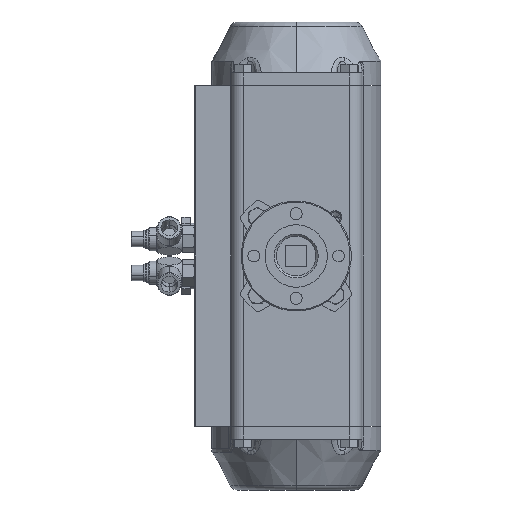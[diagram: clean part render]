
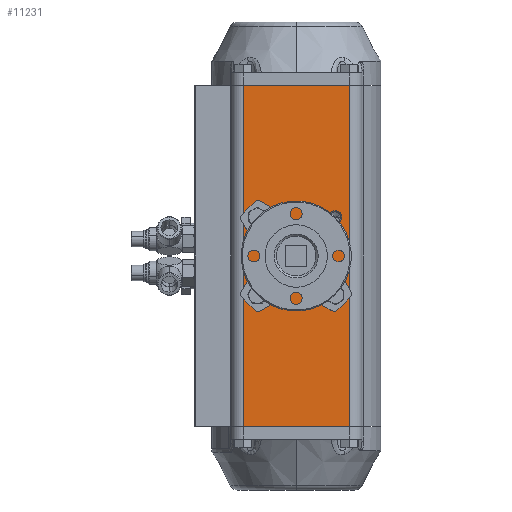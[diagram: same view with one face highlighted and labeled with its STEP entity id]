
A CAD part, front view. The second image highlights one B-rep face of the part: STEP entity #11231.
In plain terms, the highlighted planar face has unit normal (0, -1, 0).
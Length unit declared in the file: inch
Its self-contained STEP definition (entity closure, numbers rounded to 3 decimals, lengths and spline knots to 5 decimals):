
#4470=CARTESIAN_POINT('',(-1.14905,2.908,1.14905));
#4471=DIRECTION('',(0.,-1.,0.));
#4472=DIRECTION('',(0.,0.,-1.));
#4473=AXIS2_PLACEMENT_3D('',#4470,#4471,#4472);
#4475=CARTESIAN_POINT('',(-1.14905,2.908,1.14905));
#4476=DIRECTION('',(0.,-1.,0.));
#4477=DIRECTION('',(0.,0.,1.));
#4478=AXIS2_PLACEMENT_3D('',#4475,#4476,#4477);
#4480=CARTESIAN_POINT('',(-1.14905,2.908,-1.14905));
#4481=DIRECTION('',(0.,-1.,0.));
#4482=DIRECTION('',(1.,0.,0.));
#4483=AXIS2_PLACEMENT_3D('',#4480,#4481,#4482);
#4485=CARTESIAN_POINT('',(-1.14905,2.908,-1.14905));
#4486=DIRECTION('',(0.,-1.,0.));
#4487=DIRECTION('',(-1.,0.,0.));
#4488=AXIS2_PLACEMENT_3D('',#4485,#4486,#4487);
#4490=CARTESIAN_POINT('',(1.14905,2.908,-1.14905));
#4491=DIRECTION('',(0.,-1.,0.));
#4492=DIRECTION('',(0.,0.,1.));
#4493=AXIS2_PLACEMENT_3D('',#4490,#4491,#4492);
#4495=CARTESIAN_POINT('',(1.14905,2.908,-1.14905));
#4496=DIRECTION('',(0.,-1.,0.));
#4497=DIRECTION('',(0.,0.,-1.));
#4498=AXIS2_PLACEMENT_3D('',#4495,#4496,#4497);
#4500=CARTESIAN_POINT('',(1.14905,2.908,1.14905));
#4501=DIRECTION('',(0.,-1.,0.));
#4502=DIRECTION('',(-1.,0.,0.));
#4503=AXIS2_PLACEMENT_3D('',#4500,#4501,#4502);
#4505=CARTESIAN_POINT('',(1.14905,2.908,1.14905));
#4506=DIRECTION('',(0.,-1.,0.));
#4507=DIRECTION('',(1.,0.,0.));
#4508=AXIS2_PLACEMENT_3D('',#4505,#4506,#4507);
#4510=CARTESIAN_POINT('',(0.,2.908,0.));
#4511=DIRECTION('',(0.,-1.,0.));
#4512=DIRECTION('',(0.,0.,1.));
#4513=AXIS2_PLACEMENT_3D('',#4510,#4511,#4512);
#4515=CARTESIAN_POINT('',(0.,2.908,0.));
#4516=DIRECTION('',(0.,-1.,0.));
#4517=DIRECTION('',(0.,0.,-1.));
#4518=AXIS2_PLACEMENT_3D('',#4515,#4516,#4517);
#4532=DIRECTION('',(1.,0.,0.));
#4533=VECTOR('',#4532,3.12463);
#4534=CARTESIAN_POINT('',(-1.56213,2.908,-5.03125));
#4535=LINE('',#4534,#4533);
#4536=DIRECTION('',(0.,0.,-1.));
#4537=VECTOR('',#4536,10.0625);
#4538=CARTESIAN_POINT('',(-1.56213,2.908,5.03125));
#4539=LINE('',#4538,#4537);
#4540=DIRECTION('',(1.,0.,0.));
#4541=VECTOR('',#4540,3.12463);
#4542=CARTESIAN_POINT('',(-1.56213,2.908,5.03125));
#4543=LINE('',#4542,#4541);
#4544=DIRECTION('',(0.,0.,1.));
#4545=VECTOR('',#4544,10.0625);
#4546=CARTESIAN_POINT('',(1.5625,2.908,-5.03125));
#4547=LINE('',#4546,#4545);
#9622=CARTESIAN_POINT('',(0.,2.908,0.875));
#9623=CARTESIAN_POINT('',(0.,2.908,-0.875));
#9624=VERTEX_POINT('',#9622);
#9625=VERTEX_POINT('',#9623);
#9810=CARTESIAN_POINT('',(-1.14905,2.908,0.95905));
#9811=CARTESIAN_POINT('',(-1.14905,2.908,1.33905));
#9812=VERTEX_POINT('',#9810);
#9813=VERTEX_POINT('',#9811);
#9814=CARTESIAN_POINT('',(-0.95905,2.908,-1.14905));
#9815=CARTESIAN_POINT('',(-1.33905,2.908,-1.14905));
#9816=VERTEX_POINT('',#9814);
#9817=VERTEX_POINT('',#9815);
#9818=CARTESIAN_POINT('',(1.14905,2.908,-0.95905));
#9819=CARTESIAN_POINT('',(1.14905,2.908,-1.33905));
#9820=VERTEX_POINT('',#9818);
#9821=VERTEX_POINT('',#9819);
#9832=CARTESIAN_POINT('',(0.95905,2.908,1.14905));
#9833=CARTESIAN_POINT('',(1.33905,2.908,1.14905));
#9834=VERTEX_POINT('',#9832);
#9835=VERTEX_POINT('',#9833);
#10306=CARTESIAN_POINT('',(-1.56213,2.908,5.03125));
#10307=CARTESIAN_POINT('',(1.5625,2.908,5.03125));
#10308=VERTEX_POINT('',#10306);
#10309=VERTEX_POINT('',#10307);
#10360=CARTESIAN_POINT('',(-1.56213,2.908,-5.03125));
#10361=CARTESIAN_POINT('',(1.5625,2.908,-5.03125));
#10362=VERTEX_POINT('',#10360);
#10363=VERTEX_POINT('',#10361);
#11186=CARTESIAN_POINT('',(-3.,2.908,-6.90625));
#11187=DIRECTION('',(0.,-1.,0.));
#11188=DIRECTION('',(1.,0.,0.));
#11189=AXIS2_PLACEMENT_3D('',#11186,#11187,#11188);
#11190=PLANE('',#11189);
#11192=ORIENTED_EDGE('',*,*,#11191,.F.);
#11194=ORIENTED_EDGE('',*,*,#11193,.F.);
#11196=ORIENTED_EDGE('',*,*,#11195,.T.);
#11198=ORIENTED_EDGE('',*,*,#11197,.F.);
#11199=EDGE_LOOP('',(#11192,#11194,#11196,#11198));
#11200=FACE_OUTER_BOUND('',#11199,.F.);
#11202=ORIENTED_EDGE('',*,*,#11201,.T.);
#11204=ORIENTED_EDGE('',*,*,#11203,.T.);
#11205=EDGE_LOOP('',(#11202,#11204));
#11206=FACE_BOUND('',#11205,.F.);
#11208=ORIENTED_EDGE('',*,*,#11207,.T.);
#11210=ORIENTED_EDGE('',*,*,#11209,.T.);
#11211=EDGE_LOOP('',(#11208,#11210));
#11212=FACE_BOUND('',#11211,.F.);
#11214=ORIENTED_EDGE('',*,*,#11213,.T.);
#11216=ORIENTED_EDGE('',*,*,#11215,.T.);
#11217=EDGE_LOOP('',(#11214,#11216));
#11218=FACE_BOUND('',#11217,.F.);
#11220=ORIENTED_EDGE('',*,*,#11219,.T.);
#11222=ORIENTED_EDGE('',*,*,#11221,.T.);
#11223=EDGE_LOOP('',(#11220,#11222));
#11224=FACE_BOUND('',#11223,.F.);
#11226=ORIENTED_EDGE('',*,*,#11225,.T.);
#11228=ORIENTED_EDGE('',*,*,#11227,.T.);
#11229=EDGE_LOOP('',(#11226,#11228));
#11230=FACE_BOUND('',#11229,.F.);
#4474=CIRCLE('',#4473,0.19);
#4479=CIRCLE('',#4478,0.19);
#4484=CIRCLE('',#4483,0.19);
#4489=CIRCLE('',#4488,0.19);
#4494=CIRCLE('',#4493,0.19);
#4499=CIRCLE('',#4498,0.19);
#4504=CIRCLE('',#4503,0.19);
#4509=CIRCLE('',#4508,0.19);
#4514=CIRCLE('',#4513,0.875);
#4519=CIRCLE('',#4518,0.875);
#11191=EDGE_CURVE('',#10362,#10363,#4535,.T.);
#11193=EDGE_CURVE('',#10308,#10362,#4539,.T.);
#11195=EDGE_CURVE('',#10308,#10309,#4543,.T.);
#11197=EDGE_CURVE('',#10363,#10309,#4547,.T.);
#11201=EDGE_CURVE('',#9812,#9813,#4474,.T.);
#11203=EDGE_CURVE('',#9813,#9812,#4479,.T.);
#11207=EDGE_CURVE('',#9816,#9817,#4484,.T.);
#11209=EDGE_CURVE('',#9817,#9816,#4489,.T.);
#11213=EDGE_CURVE('',#9820,#9821,#4494,.T.);
#11215=EDGE_CURVE('',#9821,#9820,#4499,.T.);
#11219=EDGE_CURVE('',#9834,#9835,#4504,.T.);
#11221=EDGE_CURVE('',#9835,#9834,#4509,.T.);
#11225=EDGE_CURVE('',#9624,#9625,#4514,.T.);
#11227=EDGE_CURVE('',#9625,#9624,#4519,.T.);
#11231=ADVANCED_FACE('',(#11200,#11206,#11212,#11218,#11224,#11230),#11190,.T.);
